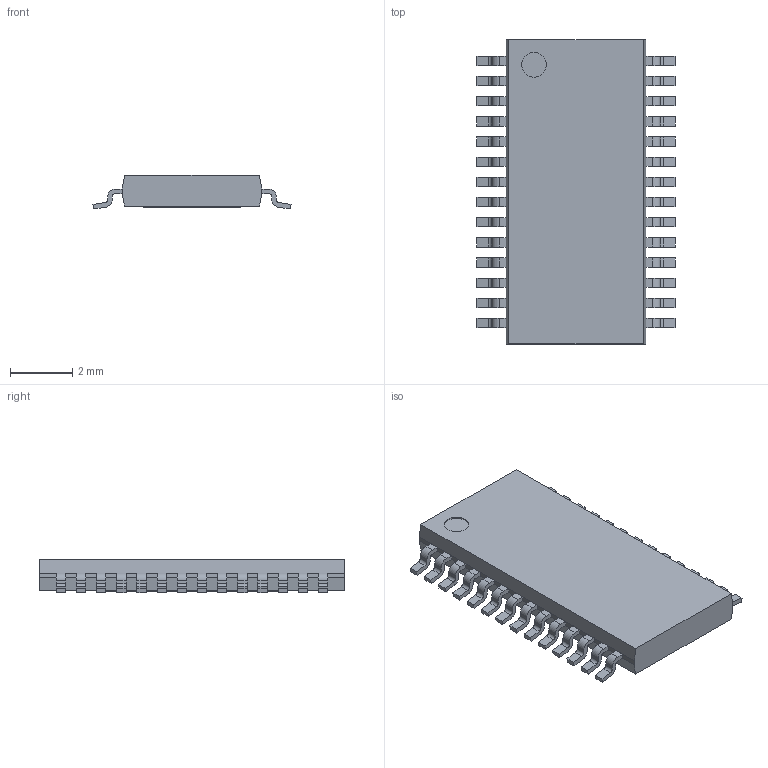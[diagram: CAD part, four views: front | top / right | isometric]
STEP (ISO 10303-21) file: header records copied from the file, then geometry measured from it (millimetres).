
FILE_DESCRIPTION((''),'2;1');
FILE_NAME('SOP65P638X110-29N-R315X565.stp','2014-10-16T12:11:32',(''),(''),'Mechanical Desktop 2011','Mechanical Desktop 2011',', , ');
FILE_SCHEMA(('AUTOMOTIVE_DESIGN { 1 2 10303 214 1 1 1 1 }'));
Length unit declared in the file: millimetre
Products named in the file (1): Product
Bounding box: 6.38 x 9.8 x 1.09 mm (x, y, z)
Volume: 45.9 mm3; surface area: 184 mm2
Topology: 30 solids, 30 shells, 411 faces, 1050 edges, 700 vertices
Faces by surface type: bspline 188, plane 165, cylinder 58
Entity records: 13143 total; most frequent: CARTESIAN_POINT 3510, ORIENTED_EDGE 2100, DIRECTION 1726, EDGE_CURVE 1050, VECTOR 822, LINE 822, VERTEX_POINT 700, AXIS2_PLACEMENT_3D 452
